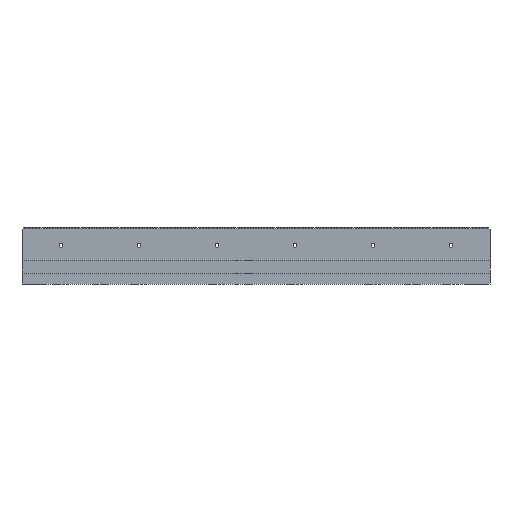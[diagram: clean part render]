
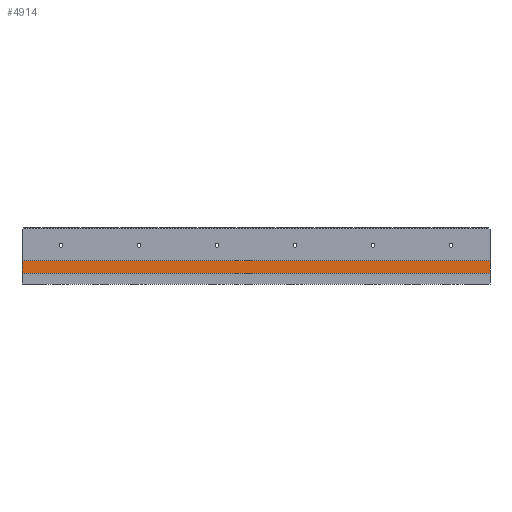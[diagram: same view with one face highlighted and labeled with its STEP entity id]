
A CAD part, left-side view. The second image highlights one B-rep face of the part: STEP entity #4914.
In plain terms, the highlighted planar face has unit normal (-1, 0, 0).
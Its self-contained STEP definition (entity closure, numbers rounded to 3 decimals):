
#4914 = ADVANCED_FACE( '', ( #10359 ), #10360, .F. );
#10359 = FACE_OUTER_BOUND( '', #16282, .T. );
#10360 = PLANE( '', #16283 );
#16282 = EDGE_LOOP( '', ( #32271, #32272, #32273, #32274 ) );
#16283 = AXIS2_PLACEMENT_3D( '', #32275, #32276, #32277 );
#32271 = ORIENTED_EDGE( '', *, *, #43850, .T. );
#32272 = ORIENTED_EDGE( '', *, *, #43851, .F. );
#32273 = ORIENTED_EDGE( '', *, *, #40604, .F. );
#32274 = ORIENTED_EDGE( '', *, *, #43852, .T. );
#32275 = CARTESIAN_POINT( '', ( -29., 300., -22. ) );
#32276 = DIRECTION( '', ( 1., 0., 0. ) );
#32277 = DIRECTION( '', ( 0., 0., -1. ) );
#40604 = EDGE_CURVE( '', #51002, #51004, #51005, .T. );
#43850 = EDGE_CURVE( '', #55332, #55333, #55334, .T. );
#43851 = EDGE_CURVE( '', #51004, #55333, #55335, .T. );
#43852 = EDGE_CURVE( '', #51002, #55332, #55336, .T. );
#51002 = VERTEX_POINT( '', #65698 );
#51004 = VERTEX_POINT( '', #65701 );
#51005 = LINE( '', #65702, #65703 );
#55332 = VERTEX_POINT( '', #72239 );
#55333 = VERTEX_POINT( '', #72240 );
#55334 = LINE( '', #72241, #72242 );
#55335 = LINE( '', #72243, #72244 );
#55336 = LINE( '', #72245, #72246 );
#65698 = CARTESIAN_POINT( '', ( -29., 300., -22. ) );
#65701 = CARTESIAN_POINT( '', ( -29., 300., -6. ) );
#65702 = CARTESIAN_POINT( '', ( -29., 300., -22. ) );
#65703 = VECTOR( '', #76695, 1000. );
#72239 = CARTESIAN_POINT( '', ( -29., -300., -22. ) );
#72240 = CARTESIAN_POINT( '', ( -29., -300., -6. ) );
#72241 = CARTESIAN_POINT( '', ( -29., -300., -22. ) );
#72242 = VECTOR( '', #79103, 1000. );
#72243 = CARTESIAN_POINT( '', ( -29., 300., -6. ) );
#72244 = VECTOR( '', #79104, 1000. );
#72245 = CARTESIAN_POINT( '', ( -29., 300., -22. ) );
#72246 = VECTOR( '', #79105, 1000. );
#76695 = DIRECTION( '', ( 0., 0., 1. ) );
#79103 = DIRECTION( '', ( 0., 0., 1. ) );
#79104 = DIRECTION( '', ( 0., -1., 0. ) );
#79105 = DIRECTION( '', ( 0., -1., 0. ) );
